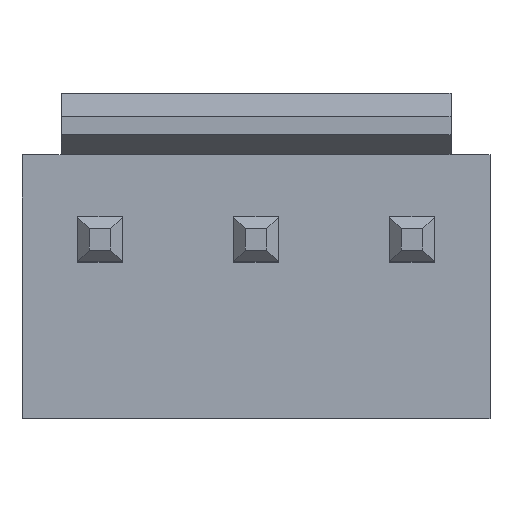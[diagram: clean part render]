
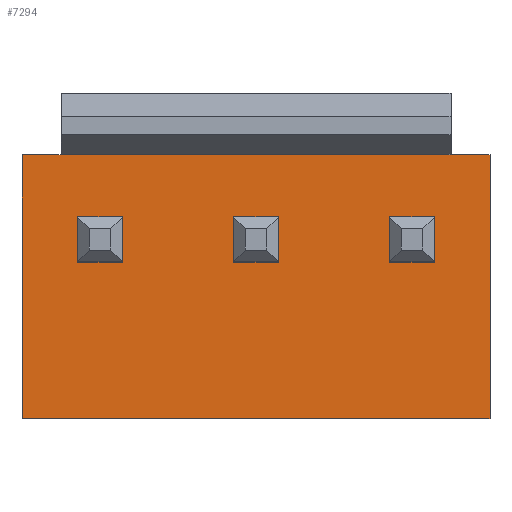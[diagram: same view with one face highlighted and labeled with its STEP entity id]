
A CAD part, top view. The second image highlights one B-rep face of the part: STEP entity #7294.
In plain terms, the highlighted planar face has unit normal (0, 0, 1).
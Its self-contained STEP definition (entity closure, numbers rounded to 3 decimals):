
#98 = VERTEX_POINT ( 'NONE', #12967 ) ;
#189 = VECTOR ( 'NONE', #3359, 1000. ) ;
#233 = EDGE_CURVE ( 'NONE', #98, #7437, #10876, .T. ) ;
#433 = CARTESIAN_POINT ( 'NONE',  ( 3.39, 1.76, 3. ) ) ;
#529 = LINE ( 'NONE', #12293, #11191 ) ;
#534 = VERTEX_POINT ( 'NONE', #8652 ) ;
#771 = DIRECTION ( 'NONE',  ( 1., 0., 0. ) ) ;
#772 = CARTESIAN_POINT ( 'NONE',  ( -4.95, 3.35, 3. ) ) ;
#1022 = ORIENTED_EDGE ( 'NONE', *, *, #14031, .F. ) ;
#1057 = DIRECTION ( 'NONE',  ( 1., 0., 0. ) ) ;
#1134 = EDGE_CURVE ( 'NONE', #1610, #2206, #4123, .T. ) ;
#1136 = CARTESIAN_POINT ( 'NONE',  ( 4.53, 0.62, 3. ) ) ;
#1198 = CARTESIAN_POINT ( 'NONE',  ( -0.57, 1.76, 3. ) ) ;
#1252 = VECTOR ( 'NONE', #10613, 1000. ) ;
#1284 = LINE ( 'NONE', #9185, #1252 ) ;
#1298 = EDGE_CURVE ( 'NONE', #9702, #534, #15073, .T. ) ;
#1422 = LINE ( 'NONE', #14076, #10153 ) ;
#1485 = CARTESIAN_POINT ( 'NONE',  ( -5.94, 3.35, 3. ) ) ;
#1537 = VERTEX_POINT ( 'NONE', #1927 ) ;
#1569 = ORIENTED_EDGE ( 'NONE', *, *, #11441, .F. ) ;
#1610 = VERTEX_POINT ( 'NONE', #4530 ) ;
#1721 = ORIENTED_EDGE ( 'NONE', *, *, #13482, .T. ) ;
#1746 = EDGE_CURVE ( 'NONE', #4077, #12331, #10630, .T. ) ;
#1804 = DIRECTION ( 'NONE',  ( 0., -1., 0. ) ) ;
#1807 = VERTEX_POINT ( 'NONE', #433 ) ;
#1879 = EDGE_CURVE ( 'NONE', #1807, #3498, #8140, .T. ) ;
#1927 = CARTESIAN_POINT ( 'NONE',  ( -5.94, 3.35, 3. ) ) ;
#2053 = FACE_BOUND ( 'NONE', #7594, .T. ) ;
#2206 = VERTEX_POINT ( 'NONE', #15213 ) ;
#2269 = CARTESIAN_POINT ( 'NONE',  ( 0., 0., 3. ) ) ;
#2379 = VECTOR ( 'NONE', #12281, 1000. ) ;
#2406 = CARTESIAN_POINT ( 'NONE',  ( 0.57, 0., 3. ) ) ;
#2433 = ORIENTED_EDGE ( 'NONE', *, *, #1298, .F. ) ;
#2466 = DIRECTION ( 'NONE',  ( -1., 0., 0. ) ) ;
#2707 = LINE ( 'NONE', #1485, #3205 ) ;
#2770 = VERTEX_POINT ( 'NONE', #9475 ) ;
#3145 = CARTESIAN_POINT ( 'NONE',  ( 0., 1.76, 3. ) ) ;
#3205 = VECTOR ( 'NONE', #2466, 1000. ) ;
#3359 = DIRECTION ( 'NONE',  ( 0., 1., 0. ) ) ;
#3371 = LINE ( 'NONE', #3145, #9737 ) ;
#3498 = VERTEX_POINT ( 'NONE', #10908 ) ;
#3671 = CARTESIAN_POINT ( 'NONE',  ( 3.39, 0., 3. ) ) ;
#3935 = VECTOR ( 'NONE', #13189, 1000. ) ;
#4077 = VERTEX_POINT ( 'NONE', #7328 ) ;
#4112 = EDGE_CURVE ( 'NONE', #2770, #6001, #8407, .T. ) ;
#4123 = LINE ( 'NONE', #13472, #8941 ) ;
#4276 = CARTESIAN_POINT ( 'NONE',  ( -4.53, 0.62, 3. ) ) ;
#4450 = FACE_OUTER_BOUND ( 'NONE', #14812, .T. ) ;
#4472 = LINE ( 'NONE', #12960, #13896 ) ;
#4509 = CARTESIAN_POINT ( 'NONE',  ( 4.53, 0., 3. ) ) ;
#4530 = CARTESIAN_POINT ( 'NONE',  ( -3.39, 0.62, 3. ) ) ;
#5628 = VECTOR ( 'NONE', #7218, 1000. ) ;
#5725 = LINE ( 'NONE', #15162, #9651 ) ;
#6001 = VERTEX_POINT ( 'NONE', #7574 ) ;
#6057 = CARTESIAN_POINT ( 'NONE',  ( -5.94, -3.35, 3. ) ) ;
#6142 = ORIENTED_EDGE ( 'NONE', *, *, #8004, .F. ) ;
#6309 = ORIENTED_EDGE ( 'NONE', *, *, #13236, .F. ) ;
#6394 = EDGE_CURVE ( 'NONE', #7269, #12952, #5725, .T. ) ;
#6743 = EDGE_CURVE ( 'NONE', #6001, #4077, #1422, .T. ) ;
#6801 = LINE ( 'NONE', #12396, #7377 ) ;
#6906 = CARTESIAN_POINT ( 'NONE',  ( -4.53, 1.76, 3. ) ) ;
#7218 = DIRECTION ( 'NONE',  ( 0., 1., 0. ) ) ;
#7240 = CARTESIAN_POINT ( 'NONE',  ( -5.94, 3.35, 3. ) ) ;
#7269 = VERTEX_POINT ( 'NONE', #6906 ) ;
#7294 = ADVANCED_FACE ( 'NONE', ( #2053, #9323, #9259, #4450 ), #13956, .T. ) ;
#7328 = CARTESIAN_POINT ( 'NONE',  ( 5.94, 3.35, 3. ) ) ;
#7377 = VECTOR ( 'NONE', #1804, 1000. ) ;
#7437 = VERTEX_POINT ( 'NONE', #1198 ) ;
#7531 = VECTOR ( 'NONE', #9014, 1000. ) ;
#7574 = CARTESIAN_POINT ( 'NONE',  ( 5.94, -3.35, 3. ) ) ;
#7594 = EDGE_LOOP ( 'NONE', ( #6309, #13353, #14061, #14613 ) ) ;
#7737 = LINE ( 'NONE', #12378, #7789 ) ;
#7789 = VECTOR ( 'NONE', #771, 1000. ) ;
#8004 = EDGE_CURVE ( 'NONE', #7437, #9702, #1284, .T. ) ;
#8006 = DIRECTION ( 'NONE',  ( 0., -1., 0. ) ) ;
#8140 = LINE ( 'NONE', #3671, #12545 ) ;
#8160 = AXIS2_PLACEMENT_3D ( 'NONE', #2269, #8223, #10327 ) ;
#8223 = DIRECTION ( 'NONE',  ( 0., 0., 1. ) ) ;
#8354 = EDGE_LOOP ( 'NONE', ( #13276, #12016, #14910, #1569 ) ) ;
#8407 = LINE ( 'NONE', #6057, #10558 ) ;
#8652 = CARTESIAN_POINT ( 'NONE',  ( 0.57, 0.62, 3. ) ) ;
#8941 = VECTOR ( 'NONE', #11292, 1000. ) ;
#9014 = DIRECTION ( 'NONE',  ( -1., 0., 0. ) ) ;
#9069 = CARTESIAN_POINT ( 'NONE',  ( 4.95, 3.35, 3. ) ) ;
#9185 = CARTESIAN_POINT ( 'NONE',  ( -0.57, 0., 3. ) ) ;
#9259 = FACE_BOUND ( 'NONE', #8354, .T. ) ;
#9323 = FACE_BOUND ( 'NONE', #14057, .T. ) ;
#9350 = CARTESIAN_POINT ( 'NONE',  ( -0.57, 0.62, 3. ) ) ;
#9475 = CARTESIAN_POINT ( 'NONE',  ( -5.94, -3.35, 3. ) ) ;
#9543 = EDGE_CURVE ( 'NONE', #12331, #15249, #2707, .T. ) ;
#9651 = VECTOR ( 'NONE', #8006, 1000. ) ;
#9702 = VERTEX_POINT ( 'NONE', #9350 ) ;
#9737 = VECTOR ( 'NONE', #15029, 1000. ) ;
#9750 = VERTEX_POINT ( 'NONE', #1136 ) ;
#10153 = VECTOR ( 'NONE', #14392, 1000. ) ;
#10173 = LINE ( 'NONE', #14723, #7531 ) ;
#10271 = DIRECTION ( 'NONE',  ( -1., 0., 0. ) ) ;
#10327 = DIRECTION ( 'NONE',  ( 1., 0., 0. ) ) ;
#10394 = LINE ( 'NONE', #4509, #189 ) ;
#10558 = VECTOR ( 'NONE', #13195, 1000. ) ;
#10613 = DIRECTION ( 'NONE',  ( 0., -1., 0. ) ) ;
#10630 = LINE ( 'NONE', #7240, #3935 ) ;
#10876 = LINE ( 'NONE', #11972, #2379 ) ;
#10908 = CARTESIAN_POINT ( 'NONE',  ( 3.39, 0.62, 3. ) ) ;
#10930 = EDGE_CURVE ( 'NONE', #3498, #9750, #4472, .T. ) ;
#11136 = EDGE_CURVE ( 'NONE', #12490, #1807, #3371, .T. ) ;
#11191 = VECTOR ( 'NONE', #10271, 1000. ) ;
#11292 = DIRECTION ( 'NONE',  ( 0., 1., 0. ) ) ;
#11441 = EDGE_CURVE ( 'NONE', #2206, #7269, #529, .T. ) ;
#11644 = ORIENTED_EDGE ( 'NONE', *, *, #11936, .T. ) ;
#11936 = EDGE_CURVE ( 'NONE', #15249, #1537, #10173, .T. ) ;
#11956 = ORIENTED_EDGE ( 'NONE', *, *, #6743, .T. ) ;
#11972 = CARTESIAN_POINT ( 'NONE',  ( 0., 1.76, 3. ) ) ;
#12016 = ORIENTED_EDGE ( 'NONE', *, *, #14505, .F. ) ;
#12281 = DIRECTION ( 'NONE',  ( -1., 0., 0. ) ) ;
#12293 = CARTESIAN_POINT ( 'NONE',  ( 0., 1.76, 3. ) ) ;
#12331 = VERTEX_POINT ( 'NONE', #9069 ) ;
#12378 = CARTESIAN_POINT ( 'NONE',  ( 0., 0.62, 3. ) ) ;
#12396 = CARTESIAN_POINT ( 'NONE',  ( -5.94, 3.35, 3. ) ) ;
#12490 = VERTEX_POINT ( 'NONE', #13067 ) ;
#12545 = VECTOR ( 'NONE', #13170, 1000. ) ;
#12952 = VERTEX_POINT ( 'NONE', #4276 ) ;
#12960 = CARTESIAN_POINT ( 'NONE',  ( 0., 0.62, 3. ) ) ;
#12967 = CARTESIAN_POINT ( 'NONE',  ( 0.57, 1.76, 3. ) ) ;
#13067 = CARTESIAN_POINT ( 'NONE',  ( 4.53, 1.76, 3. ) ) ;
#13170 = DIRECTION ( 'NONE',  ( 0., -1., 0. ) ) ;
#13189 = DIRECTION ( 'NONE',  ( -1., 0., 0. ) ) ;
#13195 = DIRECTION ( 'NONE',  ( 1., 0., 0. ) ) ;
#13236 = EDGE_CURVE ( 'NONE', #9750, #12490, #10394, .T. ) ;
#13276 = ORIENTED_EDGE ( 'NONE', *, *, #1134, .F. ) ;
#13353 = ORIENTED_EDGE ( 'NONE', *, *, #10930, .F. ) ;
#13384 = ORIENTED_EDGE ( 'NONE', *, *, #4112, .T. ) ;
#13472 = CARTESIAN_POINT ( 'NONE',  ( -3.39, 0., 3. ) ) ;
#13482 = EDGE_CURVE ( 'NONE', #1537, #2770, #6801, .T. ) ;
#13853 = CARTESIAN_POINT ( 'NONE',  ( 0., 0.62, 3. ) ) ;
#13858 = ORIENTED_EDGE ( 'NONE', *, *, #9543, .T. ) ;
#13896 = VECTOR ( 'NONE', #1057, 1000. ) ;
#13930 = DIRECTION ( 'NONE',  ( 1., 0., 0. ) ) ;
#13956 = PLANE ( 'NONE',  #8160 ) ;
#14031 = EDGE_CURVE ( 'NONE', #534, #98, #14087, .T. ) ;
#14057 = EDGE_LOOP ( 'NONE', ( #1022, #2433, #6142, #15099 ) ) ;
#14061 = ORIENTED_EDGE ( 'NONE', *, *, #1879, .F. ) ;
#14076 = CARTESIAN_POINT ( 'NONE',  ( 5.94, 3.35, 3. ) ) ;
#14087 = LINE ( 'NONE', #2406, #5628 ) ;
#14355 = VECTOR ( 'NONE', #13930, 1000. ) ;
#14392 = DIRECTION ( 'NONE',  ( 0., 1., 0. ) ) ;
#14505 = EDGE_CURVE ( 'NONE', #12952, #1610, #7737, .T. ) ;
#14510 = ORIENTED_EDGE ( 'NONE', *, *, #1746, .T. ) ;
#14613 = ORIENTED_EDGE ( 'NONE', *, *, #11136, .F. ) ;
#14723 = CARTESIAN_POINT ( 'NONE',  ( -5.94, 3.35, 3. ) ) ;
#14812 = EDGE_LOOP ( 'NONE', ( #11956, #14510, #13858, #11644, #1721, #13384 ) ) ;
#14910 = ORIENTED_EDGE ( 'NONE', *, *, #6394, .F. ) ;
#15029 = DIRECTION ( 'NONE',  ( -1., 0., 0. ) ) ;
#15073 = LINE ( 'NONE', #13853, #14355 ) ;
#15099 = ORIENTED_EDGE ( 'NONE', *, *, #233, .F. ) ;
#15162 = CARTESIAN_POINT ( 'NONE',  ( -4.53, 0., 3. ) ) ;
#15213 = CARTESIAN_POINT ( 'NONE',  ( -3.39, 1.76, 3. ) ) ;
#15249 = VERTEX_POINT ( 'NONE', #772 ) ;
